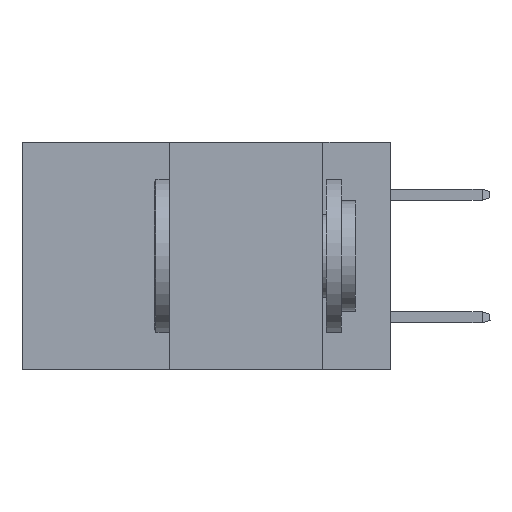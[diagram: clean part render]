
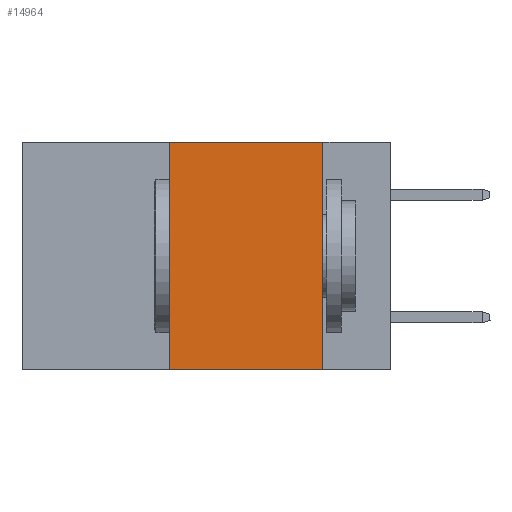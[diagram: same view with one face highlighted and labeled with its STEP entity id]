
A CAD part, left-side view. The second image highlights one B-rep face of the part: STEP entity #14964.
In plain terms, the highlighted planar face has unit normal (-1, 0, 0).
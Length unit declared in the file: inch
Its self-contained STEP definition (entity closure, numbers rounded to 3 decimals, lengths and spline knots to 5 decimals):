
#219 = CARTESIAN_POINT ( 'NONE',  ( 0., 0.6, -0.37 ) ) ;
#457 = EDGE_CURVE ( 'NONE', #16276, #16586, #12727, .T. ) ;
#1164 = CARTESIAN_POINT ( 'NONE',  ( 0., 0.6, 0. ) ) ;
#1611 = EDGE_CURVE ( 'NONE', #16586, #17326, #13832, .T. ) ;
#1689 = DIRECTION ( 'NONE',  ( 0., -1., 0. ) ) ;
#2554 = VECTOR ( 'NONE', #8610, 39.37008 ) ;
#3939 = CARTESIAN_POINT ( 'NONE',  ( 0., 0.11, 0. ) ) ;
#4390 = ORIENTED_EDGE ( 'NONE', *, *, #1611, .F. ) ;
#4772 = LINE ( 'NONE', #219, #11812 ) ;
#5356 = VERTEX_POINT ( 'NONE', #16026 ) ;
#5931 = PLANE ( 'NONE',  #15710 ) ;
#6071 = LINE ( 'NONE', #3939, #9837 ) ;
#6780 = ORIENTED_EDGE ( 'NONE', *, *, #457, .F. ) ;
#7346 = DIRECTION ( 'NONE',  ( 1., 0., 0. ) ) ;
#7704 = ORIENTED_EDGE ( 'NONE', *, *, #16583, .F. ) ;
#8610 = DIRECTION ( 'NONE',  ( 0., -1., 0. ) ) ;
#8959 = VECTOR ( 'NONE', #11478, 39.37008 ) ;
#9837 = VECTOR ( 'NONE', #13809, 39.37008 ) ;
#10072 = EDGE_CURVE ( 'NONE', #16276, #5356, #4772, .T. ) ;
#11429 = FACE_OUTER_BOUND ( 'NONE', #15976, .T. ) ;
#11478 = DIRECTION ( 'NONE',  ( 0., 0., 1. ) ) ;
#11812 = VECTOR ( 'NONE', #1689, 39.37008 ) ;
#12371 = CARTESIAN_POINT ( 'NONE',  ( 0., 0.36, 0. ) ) ;
#12727 = LINE ( 'NONE', #17921, #8959 ) ;
#13809 = DIRECTION ( 'NONE',  ( 0., 0., -1. ) ) ;
#13832 = LINE ( 'NONE', #1164, #2554 ) ;
#14521 = CARTESIAN_POINT ( 'NONE',  ( 0., 0.36, -0.37 ) ) ;
#14964 = ADVANCED_FACE ( 'NONE', ( #11429 ), #5931, .F. ) ;
#15710 = AXIS2_PLACEMENT_3D ( 'NONE', #15789, #7346, #17139 ) ;
#15789 = CARTESIAN_POINT ( 'NONE',  ( 0., 0.6, 0. ) ) ;
#15873 = ORIENTED_EDGE ( 'NONE', *, *, #10072, .T. ) ;
#15976 = EDGE_LOOP ( 'NONE', ( #7704, #4390, #6780, #15873 ) ) ;
#16026 = CARTESIAN_POINT ( 'NONE',  ( 0., 0.11, -0.37 ) ) ;
#16276 = VERTEX_POINT ( 'NONE', #14521 ) ;
#16583 = EDGE_CURVE ( 'NONE', #17326, #5356, #6071, .T. ) ;
#16586 = VERTEX_POINT ( 'NONE', #12371 ) ;
#17139 = DIRECTION ( 'NONE',  ( 0., 0., -1. ) ) ;
#17265 = CARTESIAN_POINT ( 'NONE',  ( 0., 0.11, 0. ) ) ;
#17326 = VERTEX_POINT ( 'NONE', #17265 ) ;
#17921 = CARTESIAN_POINT ( 'NONE',  ( 0., 0.36, 0. ) ) ;
